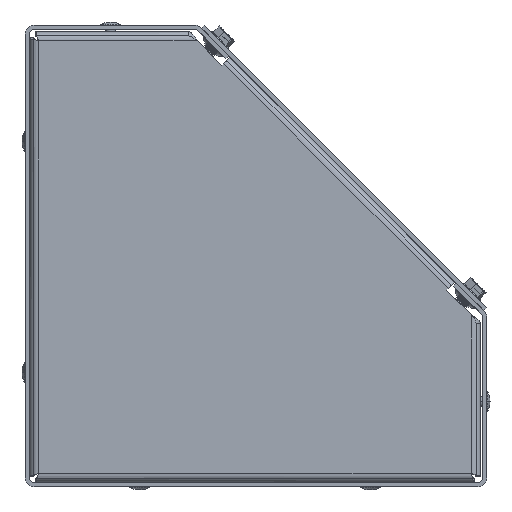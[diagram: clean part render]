
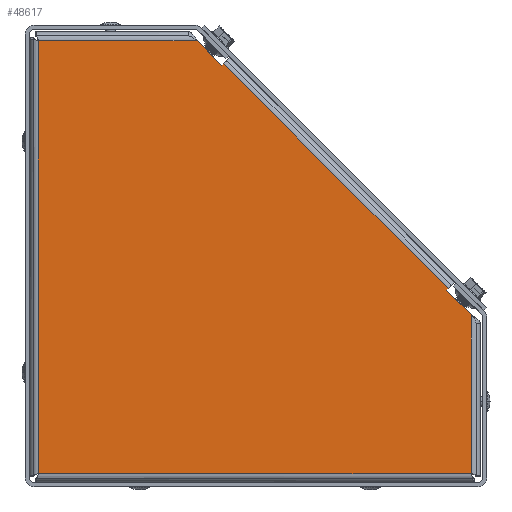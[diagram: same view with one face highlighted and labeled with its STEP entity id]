
A CAD part, left-side view. The second image highlights one B-rep face of the part: STEP entity #48617.
In plain terms, the highlighted planar face has unit normal (-1, 0, 0).
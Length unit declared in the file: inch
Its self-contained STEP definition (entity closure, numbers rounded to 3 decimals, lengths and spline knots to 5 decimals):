
#936 = DIRECTION ( 'NONE',  ( -1., 0., 0. ) ) ;
#1035 = ORIENTED_EDGE ( 'NONE', *, *, #17626, .T. ) ;
#1760 = DIRECTION ( 'NONE',  ( 0., 0., -1. ) ) ;
#2655 = CARTESIAN_POINT ( 'NONE',  ( -18.38335, 1.02606, 2.79625 ) ) ;
#2881 = LINE ( 'NONE', #13378, #40087 ) ;
#3773 = FACE_OUTER_BOUND ( 'NONE', #19220, .T. ) ;
#3867 = AXIS2_PLACEMENT_3D ( 'NONE', #30210, #936, #66479 ) ;
#5570 = CARTESIAN_POINT ( 'NONE',  ( -18.38335, -2.21517, -0.44498 ) ) ;
#6068 = LINE ( 'NONE', #37495, #14896 ) ;
#6864 = EDGE_CURVE ( 'NONE', #23238, #55535, #8483, .T. ) ;
#7892 = CARTESIAN_POINT ( 'NONE',  ( -18.38335, -2.21517, -0.44498 ) ) ;
#8483 = LINE ( 'NONE', #24074, #43001 ) ;
#9750 = VECTOR ( 'NONE', #11339, 39.37008 ) ;
#9778 = VERTEX_POINT ( 'NONE', #37804 ) ;
#9997 = DIRECTION ( 'NONE',  ( 0., 0., 1. ) ) ;
#10346 = CARTESIAN_POINT ( 'NONE',  ( -18.38335, 0.68328, 2.79625 ) ) ;
#11339 = DIRECTION ( 'NONE',  ( 0., 1., 0. ) ) ;
#12787 = VECTOR ( 'NONE', #41483, 39.37008 ) ;
#13215 = ORIENTED_EDGE ( 'NONE', *, *, #47124, .T. ) ;
#13378 = CARTESIAN_POINT ( 'NONE',  ( -18.38335, -2.31997, -0.34018 ) ) ;
#14081 = CARTESIAN_POINT ( 'NONE',  ( -18.38335, -2.53519, -0.42222 ) ) ;
#14526 = ORIENTED_EDGE ( 'NONE', *, *, #64930, .T. ) ;
#14896 = VECTOR ( 'NONE', #63453, 39.37008 ) ;
#14952 = ORIENTED_EDGE ( 'NONE', *, *, #6864, .F. ) ;
#17626 = EDGE_CURVE ( 'NONE', #39854, #55535, #51246, .T. ) ;
#18085 = CARTESIAN_POINT ( 'NONE',  ( -18.38335, 3.08856, 2.79625 ) ) ;
#19220 = EDGE_LOOP ( 'NONE', ( #14952, #58107, #61064, #56379, #14526, #13215, #29452, #34430, #1035 ) ) ;
#19543 = LINE ( 'NONE', #10346, #9750 ) ;
#19722 = PLANE ( 'NONE',  #3867 ) ;
#21816 = VERTEX_POINT ( 'NONE', #31888 ) ;
#22377 = VERTEX_POINT ( 'NONE', #23543 ) ;
#23133 = EDGE_CURVE ( 'NONE', #39854, #28334, #2881, .T. ) ;
#23238 = VERTEX_POINT ( 'NONE', #66706 ) ;
#23496 = DIRECTION ( 'NONE',  ( 0., -0.707, -0.707 ) ) ;
#23543 = CARTESIAN_POINT ( 'NONE',  ( -18.38335, -2.53519, -2.8275 ) ) ;
#24074 = CARTESIAN_POINT ( 'NONE',  ( -18.38335, 0.70603, 2.47623 ) ) ;
#24733 = DIRECTION ( 'NONE',  ( 0., -0.707, 0.707 ) ) ;
#25703 = CARTESIAN_POINT ( 'NONE',  ( -18.38335, 0.68432, 2.49794 ) ) ;
#27007 = VECTOR ( 'NONE', #23496, 39.37008 ) ;
#28334 = VERTEX_POINT ( 'NONE', #5570 ) ;
#29452 = ORIENTED_EDGE ( 'NONE', *, *, #57307, .F. ) ;
#30210 = CARTESIAN_POINT ( 'NONE',  ( -18.38335, 0.68328, -0.42222 ) ) ;
#30229 = EDGE_CURVE ( 'NONE', #52665, #56737, #19543, .T. ) ;
#31888 = CARTESIAN_POINT ( 'NONE',  ( -18.38335, 3.08856, -2.8275 ) ) ;
#34376 = DIRECTION ( 'NONE',  ( 0., -1., 0. ) ) ;
#34430 = ORIENTED_EDGE ( 'NONE', *, *, #23133, .F. ) ;
#35061 = LINE ( 'NONE', #14081, #50012 ) ;
#36630 = EDGE_CURVE ( 'NONE', #56737, #21816, #42980, .T. ) ;
#37495 = CARTESIAN_POINT ( 'NONE',  ( -18.38335, 1.14356, 2.91375 ) ) ;
#37804 = CARTESIAN_POINT ( 'NONE',  ( -18.38335, -2.53519, -0.765 ) ) ;
#39854 = VERTEX_POINT ( 'NONE', #49246 ) ;
#40087 = VECTOR ( 'NONE', #60274, 39.37008 ) ;
#41126 = VECTOR ( 'NONE', #1760, 39.37008 ) ;
#41483 = DIRECTION ( 'NONE',  ( 0., 0.707, 0.707 ) ) ;
#42980 = LINE ( 'NONE', #47968, #41126 ) ;
#43001 = VECTOR ( 'NONE', #24733, 39.37008 ) ;
#47124 = EDGE_CURVE ( 'NONE', #22377, #9778, #35061, .T. ) ;
#47968 = CARTESIAN_POINT ( 'NONE',  ( -18.38335, 3.08856, -0.42222 ) ) ;
#48617 = ADVANCED_FACE ( 'NONE', ( #3773 ), #19722, .T. ) ;
#49246 = CARTESIAN_POINT ( 'NONE',  ( -18.38335, -2.23689, -0.42326 ) ) ;
#50012 = VECTOR ( 'NONE', #9997, 39.37008 ) ;
#50655 = VECTOR ( 'NONE', #34376, 39.37008 ) ;
#51246 = LINE ( 'NONE', #66499, #12787 ) ;
#52665 = VERTEX_POINT ( 'NONE', #2655 ) ;
#54507 = CARTESIAN_POINT ( 'NONE',  ( -18.38335, 0.68328, -2.8275 ) ) ;
#55470 = LINE ( 'NONE', #7892, #27007 ) ;
#55535 = VERTEX_POINT ( 'NONE', #25703 ) ;
#55561 = EDGE_CURVE ( 'NONE', #52665, #23238, #6068, .T. ) ;
#56379 = ORIENTED_EDGE ( 'NONE', *, *, #36630, .T. ) ;
#56737 = VERTEX_POINT ( 'NONE', #18085 ) ;
#57307 = EDGE_CURVE ( 'NONE', #28334, #9778, #55470, .T. ) ;
#58107 = ORIENTED_EDGE ( 'NONE', *, *, #55561, .F. ) ;
#60274 = DIRECTION ( 'NONE',  ( 0., 0.707, -0.707 ) ) ;
#61064 = ORIENTED_EDGE ( 'NONE', *, *, #30229, .T. ) ;
#63453 = DIRECTION ( 'NONE',  ( 0., -0.707, -0.707 ) ) ;
#64708 = LINE ( 'NONE', #54507, #50655 ) ;
#64930 = EDGE_CURVE ( 'NONE', #21816, #22377, #64708, .T. ) ;
#66479 = DIRECTION ( 'NONE',  ( 0., 1., 0. ) ) ;
#66499 = CARTESIAN_POINT ( 'NONE',  ( -18.38335, -2.23689, -0.42326 ) ) ;
#66706 = CARTESIAN_POINT ( 'NONE',  ( -18.38335, 0.70603, 2.47623 ) ) ;
